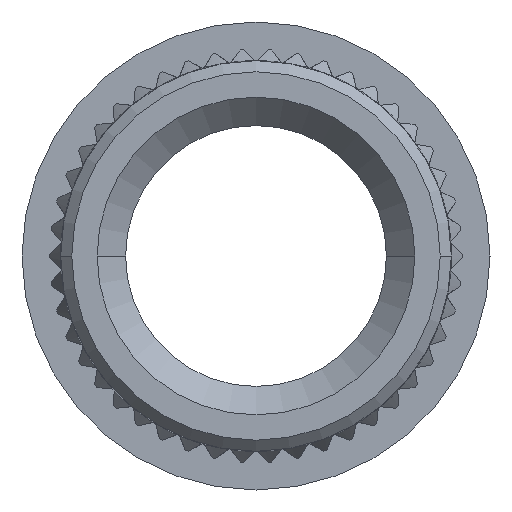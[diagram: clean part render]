
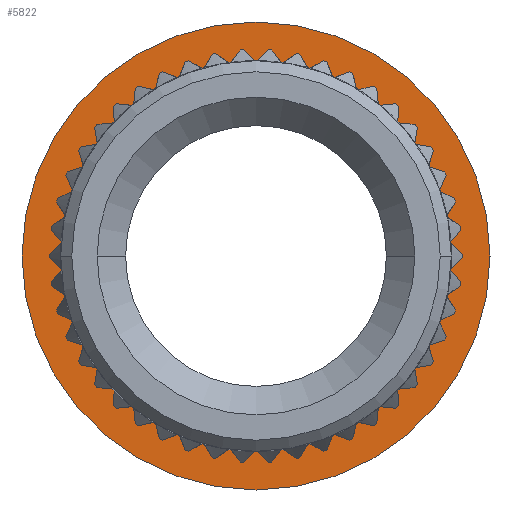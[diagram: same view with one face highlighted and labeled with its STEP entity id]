
A CAD part, left-side view. The second image highlights one B-rep face of the part: STEP entity #5822.
In plain terms, the highlighted planar face has unit normal (-1, 0, 0).
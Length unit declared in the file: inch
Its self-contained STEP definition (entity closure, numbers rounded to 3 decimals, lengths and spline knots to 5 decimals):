
#47=CARTESIAN_POINT('',(-0.04016,0.,0.));
#48=DIRECTION('',(1.,0.,0.));
#49=DIRECTION('',(0.,0.,-1.));
#50=AXIS2_PLACEMENT_3D('',#47,#48,#49);
#52=CARTESIAN_POINT('',(-0.04016,0.,0.));
#53=DIRECTION('',(-1.,0.,0.));
#54=DIRECTION('',(0.,0.,-1.));
#55=AXIS2_PLACEMENT_3D('',#52,#53,#54);
#65=CARTESIAN_POINT('',(-0.04016,0.,0.));
#66=DIRECTION('',(-1.,0.,0.));
#67=DIRECTION('',(0.,0.,-1.));
#68=AXIS2_PLACEMENT_3D('',#65,#66,#67);
#70=CARTESIAN_POINT('',(-0.04016,0.,0.));
#71=DIRECTION('',(1.,0.,0.));
#72=DIRECTION('',(0.,0.,-1.));
#73=AXIS2_PLACEMENT_3D('',#70,#71,#72);
#4693=CARTESIAN_POINT('',(-0.04016,0.,-0.20728));
#4694=CARTESIAN_POINT('',(-0.04016,0.,0.20728));
#4695=VERTEX_POINT('',#4693);
#4696=VERTEX_POINT('',#4694);
#4697=CARTESIAN_POINT('',(-0.04016,0.,-0.17185));
#4699=VERTEX_POINT('',#4697);
#4701=CARTESIAN_POINT('',(-0.04016,0.,0.17185));
#4703=VERTEX_POINT('',#4701);
#5807=CARTESIAN_POINT('',(-0.04016,0.,0.));
#5808=DIRECTION('',(1.,0.,0.));
#5809=DIRECTION('',(0.,0.,1.));
#5810=AXIS2_PLACEMENT_3D('',#5807,#5808,#5809);
#5811=PLANE('',#5810);
#5812=ORIENTED_EDGE('',*,*,#5789,.T.);
#5813=ORIENTED_EDGE('',*,*,#5774,.F.);
#5814=EDGE_LOOP('',(#5812,#5813));
#5815=FACE_OUTER_BOUND('',#5814,.F.);
#5817=ORIENTED_EDGE('',*,*,#5816,.T.);
#5819=ORIENTED_EDGE('',*,*,#5818,.F.);
#5820=EDGE_LOOP('',(#5817,#5819));
#5821=FACE_BOUND('',#5820,.F.);
#5822=ADVANCED_FACE('',(#5815,#5821),#5811,.F.);
#51=CIRCLE('',#50,0.20728);
#56=CIRCLE('',#55,0.20728);
#69=CIRCLE('',#68,0.17185);
#74=CIRCLE('',#73,0.17185);
#5774=EDGE_CURVE('',#4695,#4696,#56,.T.);
#5789=EDGE_CURVE('',#4695,#4696,#51,.T.);
#5816=EDGE_CURVE('',#4699,#4703,#69,.T.);
#5818=EDGE_CURVE('',#4699,#4703,#74,.T.);
